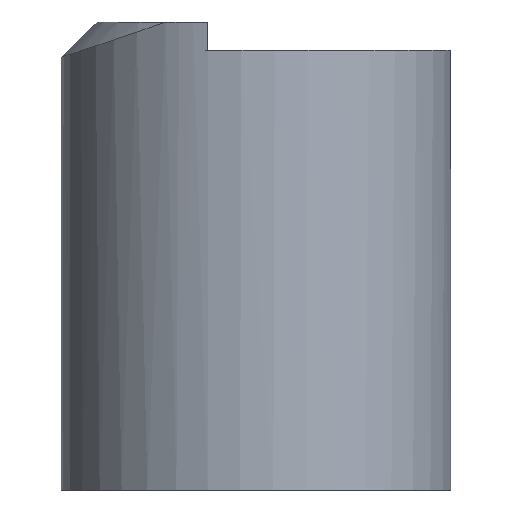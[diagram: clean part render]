
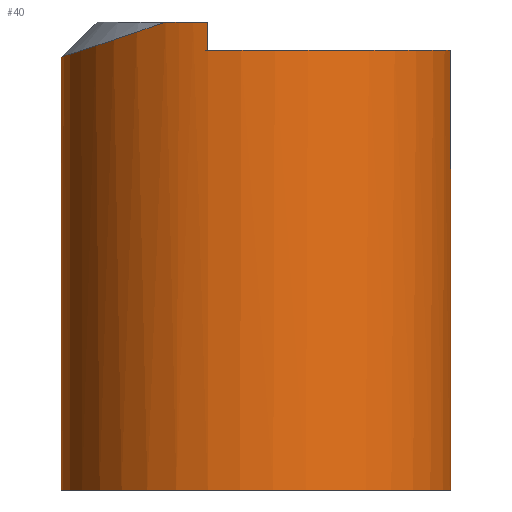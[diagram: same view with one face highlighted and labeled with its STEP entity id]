
A CAD part, left-side view. The second image highlights one B-rep face of the part: STEP entity #40.
In plain terms, the highlighted cylindrical face has radius 7.938 mm (diameter 15.875 mm), a full revolution.
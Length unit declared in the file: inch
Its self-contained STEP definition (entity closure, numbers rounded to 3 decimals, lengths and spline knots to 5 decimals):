
#4 = EDGE_CURVE ( 'NONE', #220, #214, #28, .T. ) ;
#6 = EDGE_CURVE ( 'NONE', #206, #211, #289, .T. ) ;
#7 = EDGE_CURVE ( 'NONE', #206, #214, #259, .T. ) ;
#8 = EDGE_CURVE ( 'NONE', #220, #222, #230, .T. ) ;
#9 = EDGE_CURVE ( 'NONE', #255, #255, #292, .T. ) ;
#10 = EDGE_CURVE ( 'NONE', #219, #211, #240, .T. ) ;
#14 = CARTESIAN_POINT ( 'NONE',  ( 0.3027, 0.12326, 0.7275 ) ) ;
#15 = CARTESIAN_POINT ( 'NONE',  ( -0.26392, 0.21522, 0.74118 ) ) ;
#16 = CARTESIAN_POINT ( 'NONE',  ( -0.27678, 0.19067, 0.75 ) ) ;
#18 = CARTESIAN_POINT ( 'NONE',  ( -0.09942, 0.34221, 0.69883 ) ) ;
#19 = CARTESIAN_POINT ( 'NONE',  ( -0.2093, 0.27809, 0.71973 ) ) ;
#20 = CARTESIAN_POINT ( 'NONE',  ( -0.21962, 0.26835, 0.72299 ) ) ;
#21 = CARTESIAN_POINT ( 'NONE',  ( -0.1874, 0.29608, 0.71376 ) ) ;
#22 = CARTESIAN_POINT ( 'NONE',  ( -0.11308, 0.33727, 0.7004 ) ) ;
#23 = CARTESIAN_POINT ( 'NONE',  ( -0.13931, 0.3257, 0.70412 ) ) ;
#24 = CARTESIAN_POINT ( 'NONE',  ( -0.17591, 0.30427, 0.71108 ) ) ;
#25 = CARTESIAN_POINT ( 'NONE',  ( -0.15187, 0.31908, 0.70625 ) ) ;
#27 = CARTESIAN_POINT ( 'NONE',  ( -0.24803, 0.23773, 0.73338 ) ) ;
#28 = B_SPLINE_CURVE_WITH_KNOTS ( 'NONE', 3,
 ( #16, #15, #27, #20, #19, #21, #24, #25, #23, #22, #18, #127, #89, #86, #87, #92, #90, #130, #95, #115, #106, #93, #135, #133, #110, #149, #94, #138, #113, #128 ),
 .UNSPECIFIED., .F., .F.,
 ( 4, 2, 2, 2, 2, 2, 2, 2, 2, 2, 2, 2, 2, 2, 4 ),
 ( 0., 0.00218, 0.00327, 0.00436, 0.00545, 0.00654, 0.00763, 0.00872, 0.0109, 0.01199, 0.01308, 0.01417, 0.01526, 0.01635, 0.01743 ),
 .UNSPECIFIED. ) ;
#40 = ADVANCED_FACE ( 'NONE', ( #304, #248 ), #303, .T. ) ;
#50 = AXIS2_PLACEMENT_3D ( 'NONE', #168, #136, #91 ) ;
#58 = EDGE_CURVE ( 'NONE', #219, #222, #291, .T. ) ;
#66 = AXIS2_PLACEMENT_3D ( 'NONE', #139, #140, #141 ) ;
#69 = AXIS2_PLACEMENT_3D ( 'NONE', #159, #144, #146 ) ;
#70 = AXIS2_PLACEMENT_3D ( 'NONE', #150, #153, #154 ) ;
#76 = AXIS2_PLACEMENT_3D ( 'NONE', #156, #157, #158 ) ;
#86 = CARTESIAN_POINT ( 'NONE',  ( -0.02943, 0.35704, 0.69413 ) ) ;
#87 = CARTESIAN_POINT ( 'NONE',  ( -0.01487, 0.35808, 0.69381 ) ) ;
#89 = CARTESIAN_POINT ( 'NONE',  ( -0.05786, 0.35303, 0.6954 ) ) ;
#90 = CARTESIAN_POINT ( 'NONE',  ( 0.05696, 0.35423, 0.69501 ) ) ;
#91 = DIRECTION ( 'NONE',  ( -1., 0., 0. ) ) ;
#92 = CARTESIAN_POINT ( 'NONE',  ( 0.02855, 0.35814, 0.69379 ) ) ;
#93 = CARTESIAN_POINT ( 'NONE',  ( 0.17531, 0.30468, 0.71094 ) ) ;
#94 = CARTESIAN_POINT ( 'NONE',  ( 0.24696, 0.23759, 0.73347 ) ) ;
#95 = CARTESIAN_POINT ( 'NONE',  ( 0.11232, 0.33756, 0.70031 ) ) ;
#97 = CARTESIAN_POINT ( 'NONE',  ( 0.3027, 0.12326, 0.705 ) ) ;
#106 = CARTESIAN_POINT ( 'NONE',  ( 0.15102, 0.31955, 0.7061 ) ) ;
#107 = CARTESIAN_POINT ( 'NONE',  ( 0.3027, 0.12326, 0.75 ) ) ;
#108 = CARTESIAN_POINT ( 'NONE',  ( 0.3125, 0.0456, 0. ) ) ;
#110 = CARTESIAN_POINT ( 'NONE',  ( 0.21905, 0.26891, 0.7228 ) ) ;
#111 = CARTESIAN_POINT ( 'NONE',  ( -0.27678, 0.19067, 0.75 ) ) ;
#113 = CARTESIAN_POINT ( 'NONE',  ( 0.27035, 0.20295, 0.74559 ) ) ;
#115 = CARTESIAN_POINT ( 'NONE',  ( 0.13843, 0.32613, 0.70398 ) ) ;
#121 = CARTESIAN_POINT ( 'NONE',  ( -0.3027, 0.12326, 0.705 ) ) ;
#125 = CARTESIAN_POINT ( 'NONE',  ( -0.3027, 0.12326, 0.75 ) ) ;
#127 = CARTESIAN_POINT ( 'NONE',  ( -0.07186, 0.35006, 0.69634 ) ) ;
#128 = CARTESIAN_POINT ( 'NONE',  ( 0.27679, 0.19067, 0.75 ) ) ;
#130 = CARTESIAN_POINT ( 'NONE',  ( 0.09878, 0.34243, 0.69876 ) ) ;
#131 = CARTESIAN_POINT ( 'NONE',  ( 0.27679, 0.19067, 0.75 ) ) ;
#133 = CARTESIAN_POINT ( 'NONE',  ( 0.20884, 0.27849, 0.71959 ) ) ;
#135 = CARTESIAN_POINT ( 'NONE',  ( 0.18702, 0.29635, 0.71367 ) ) ;
#136 = DIRECTION ( 'NONE',  ( 0., 0., -1. ) ) ;
#137 = DIRECTION ( 'NONE',  ( 0., 0., -1. ) ) ;
#138 = CARTESIAN_POINT ( 'NONE',  ( 0.26311, 0.2148, 0.74141 ) ) ;
#139 = CARTESIAN_POINT ( 'NONE',  ( 0., 0.0456, 0.75 ) ) ;
#140 = DIRECTION ( 'NONE',  ( 0., 0., 1. ) ) ;
#141 = DIRECTION ( 'NONE',  ( 1., 0., 0. ) ) ;
#144 = DIRECTION ( 'NONE',  ( 0., 0., 1. ) ) ;
#145 = DIRECTION ( 'NONE',  ( 0., 0., 1. ) ) ;
#146 = DIRECTION ( 'NONE',  ( 1., 0., 0. ) ) ;
#149 = CARTESIAN_POINT ( 'NONE',  ( 0.23809, 0.24849, 0.72973 ) ) ;
#150 = CARTESIAN_POINT ( 'NONE',  ( 0., 0.0456, 0. ) ) ;
#153 = DIRECTION ( 'NONE',  ( 0., 0., 1. ) ) ;
#154 = DIRECTION ( 'NONE',  ( 1., 0., 0. ) ) ;
#156 = CARTESIAN_POINT ( 'NONE',  ( 0., 0.0456, 0.705 ) ) ;
#157 = DIRECTION ( 'NONE',  ( 0., 0., 1. ) ) ;
#158 = DIRECTION ( 'NONE',  ( 1., 0., 0. ) ) ;
#159 = CARTESIAN_POINT ( 'NONE',  ( 0., 0.0456, 0.75 ) ) ;
#161 = CARTESIAN_POINT ( 'NONE',  ( -0.3027, 0.12326, 0.7275 ) ) ;
#168 = CARTESIAN_POINT ( 'NONE',  ( 0., 0.0456, 0.75 ) ) ;
#206 = VERTEX_POINT ( 'NONE', #107 ) ;
#211 = VERTEX_POINT ( 'NONE', #97 ) ;
#214 = VERTEX_POINT ( 'NONE', #131 ) ;
#217 = ORIENTED_EDGE ( 'NONE', *, *, #8, .F. ) ;
#219 = VERTEX_POINT ( 'NONE', #121 ) ;
#220 = VERTEX_POINT ( 'NONE', #111 ) ;
#222 = VERTEX_POINT ( 'NONE', #125 ) ;
#224 = ORIENTED_EDGE ( 'NONE', *, *, #58, .T. ) ;
#230 = CIRCLE ( 'NONE', #69, 0.3125 ) ;
#240 = CIRCLE ( 'NONE', #76, 0.3125 ) ;
#246 = VECTOR ( 'NONE', #145, 39.37008 ) ;
#248 = FACE_OUTER_BOUND ( 'NONE', #264, .T. ) ;
#255 = VERTEX_POINT ( 'NONE', #108 ) ;
#259 = CIRCLE ( 'NONE', #66, 0.3125 ) ;
#264 = EDGE_LOOP ( 'NONE', ( #281 ) ) ;
#265 = ORIENTED_EDGE ( 'NONE', *, *, #6, .T. ) ;
#273 = EDGE_LOOP ( 'NONE', ( #217, #294, #275, #265, #295, #224 ) ) ;
#275 = ORIENTED_EDGE ( 'NONE', *, *, #7, .F. ) ;
#278 = VECTOR ( 'NONE', #137, 39.37008 ) ;
#281 = ORIENTED_EDGE ( 'NONE', *, *, #9, .T. ) ;
#289 = LINE ( 'NONE', #14, #278 ) ;
#291 = LINE ( 'NONE', #161, #246 ) ;
#292 = CIRCLE ( 'NONE', #70, 0.3125 ) ;
#294 = ORIENTED_EDGE ( 'NONE', *, *, #4, .T. ) ;
#295 = ORIENTED_EDGE ( 'NONE', *, *, #10, .F. ) ;
#303 = CYLINDRICAL_SURFACE ( 'NONE', #50, 0.3125 ) ;
#304 = FACE_OUTER_BOUND ( 'NONE', #273, .T. ) ;
